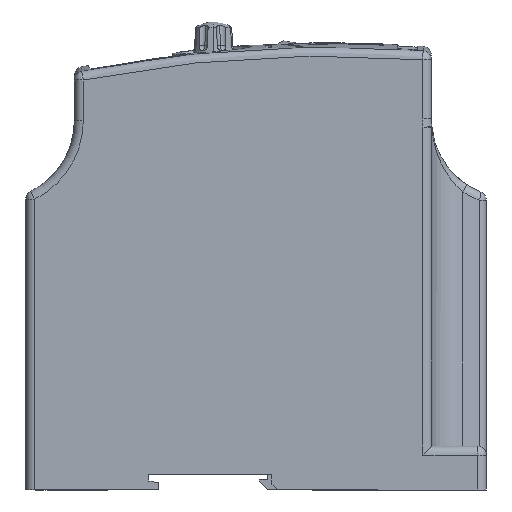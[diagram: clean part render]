
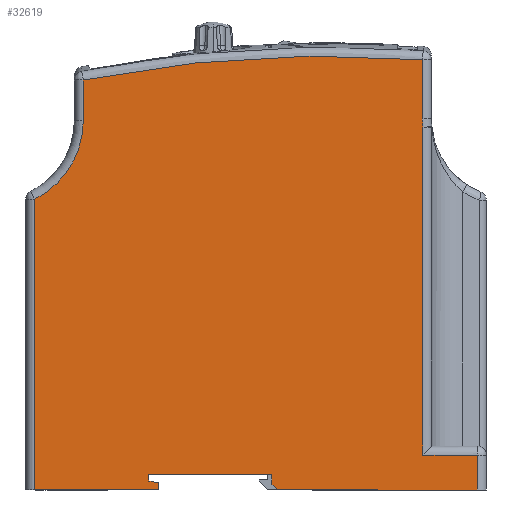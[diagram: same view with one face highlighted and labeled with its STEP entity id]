
A CAD part, left-side view. The second image highlights one B-rep face of the part: STEP entity #32619.
In plain terms, the highlighted planar face has unit normal (-1, 0, 0).
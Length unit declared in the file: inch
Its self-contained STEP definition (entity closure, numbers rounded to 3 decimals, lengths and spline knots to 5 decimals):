
#194 = EDGE_CURVE ( 'NONE', #30507, #13123, #4584, .T. ) ;
#1266 = LINE ( 'NONE', #33872, #37453 ) ;
#1891 = DIRECTION ( 'NONE',  ( 0., 0., -1. ) ) ;
#2873 = VERTEX_POINT ( 'NONE', #20973 ) ;
#3319 = DIRECTION ( 'NONE',  ( 0., 0.983, 0.184 ) ) ;
#3739 = ORIENTED_EDGE ( 'NONE', *, *, #37066, .T. ) ;
#3866 = VECTOR ( 'NONE', #34439, 39.37008 ) ;
#4573 = DIRECTION ( 'NONE',  ( 0., 0., 1. ) ) ;
#4584 = LINE ( 'NONE', #39657, #13906 ) ;
#5035 = LINE ( 'NONE', #45082, #35210 ) ;
#5167 = VERTEX_POINT ( 'NONE', #7243 ) ;
#5262 = VECTOR ( 'NONE', #44804, 39.37008 ) ;
#6151 = VERTEX_POINT ( 'NONE', #41161 ) ;
#6265 = ORIENTED_EDGE ( 'NONE', *, *, #16673, .T. ) ;
#6365 = LINE ( 'NONE', #9720, #5262 ) ;
#6769 = VECTOR ( 'NONE', #1891, 39.37008 ) ;
#7109 = EDGE_CURVE ( 'NONE', #19859, #10805, #1266, .T. ) ;
#7243 = CARTESIAN_POINT ( 'NONE',  ( -1.34, -0.25195, -2.625 ) ) ;
#7365 = VERTEX_POINT ( 'NONE', #30773 ) ;
#8310 = CARTESIAN_POINT ( 'NONE',  ( -1.34, 2.5, 0.65815 ) ) ;
#8686 = ORIENTED_EDGE ( 'NONE', *, *, #23144, .T. ) ;
#8863 = DIRECTION ( 'NONE',  ( 0., 0., -1. ) ) ;
#8961 = ORIENTED_EDGE ( 'NONE', *, *, #7109, .T. ) ;
#9001 = EDGE_CURVE ( 'NONE', #36155, #17849, #14130, .T. ) ;
#9052 = ORIENTED_EDGE ( 'NONE', *, *, #194, .T. ) ;
#9516 = EDGE_CURVE ( 'NONE', #37162, #36155, #5035, .T. ) ;
#9720 = CARTESIAN_POINT ( 'NONE',  ( -1.34, 1.21, -2.625 ) ) ;
#9750 = CARTESIAN_POINT ( 'NONE',  ( -1.34, -1.88, 2.23409 ) ) ;
#9896 = VECTOR ( 'NONE', #8863, 39.37008 ) ;
#10025 = CARTESIAN_POINT ( 'NONE',  ( -1.34, -0.59864, 2.28869 ) ) ;
#10175 = CARTESIAN_POINT ( 'NONE',  ( -1.34, 1.32002, 2.13005 ) ) ;
#10533 = DIRECTION ( 'NONE',  ( 0., 1., 0. ) ) ;
#10578 = CARTESIAN_POINT ( 'NONE',  ( -1.34, -2.6, -2.625 ) ) ;
#10805 = VERTEX_POINT ( 'NONE', #25607 ) ;
#11569 = VERTEX_POINT ( 'NONE', #15049 ) ;
#11830 = CARTESIAN_POINT ( 'NONE',  ( -1.34, -2.5, -2.625 ) ) ;
#12217 = DIRECTION ( 'NONE',  ( 0., -1., 0. ) ) ;
#12354 = ORIENTED_EDGE ( 'NONE', *, *, #31682, .F. ) ;
#12449 = EDGE_CURVE ( 'NONE', #7365, #18520, #13167, .T. ) ;
#13097 = LINE ( 'NONE', #42263, #31768 ) ;
#13123 = VERTEX_POINT ( 'NONE', #15750 ) ;
#13167 = LINE ( 'NONE', #27396, #3866 ) ;
#13906 = VECTOR ( 'NONE', #43211, 39.37008 ) ;
#14110 = DIRECTION ( 'NONE',  ( 0., 0., -1. ) ) ;
#14130 = B_SPLINE_CURVE_WITH_KNOTS ( 'NONE', 3,
 ( #27680, #24104, #10025, #31170, #10175, #34703 ),
 .UNSPECIFIED., .F., .F.,
 ( 4, 2, 4 ),
 ( 0.00254, 0.05138, 0.10022 ),
 .UNSPECIFIED. ) ;
#14231 = EDGE_CURVE ( 'NONE', #10805, #41504, #36448, .T. ) ;
#14270 = ORIENTED_EDGE ( 'NONE', *, *, #38423, .T. ) ;
#14851 = VECTOR ( 'NONE', #12217, 39.37008 ) ;
#14973 = EDGE_CURVE ( 'NONE', #18520, #5167, #17187, .T. ) ;
#15049 = CARTESIAN_POINT ( 'NONE',  ( -1.34, -1.88456, 1.47013 ) ) ;
#15154 = CARTESIAN_POINT ( 'NONE',  ( -1.34, -1.88456, -2.23 ) ) ;
#15481 = DIRECTION ( 'NONE',  ( 1., 0., 0. ) ) ;
#15750 = CARTESIAN_POINT ( 'NONE',  ( -1.34, 1.09724, -2.5449 ) ) ;
#16073 = VECTOR ( 'NONE', #36450, 39.37008 ) ;
#16092 = VERTEX_POINT ( 'NONE', #8310 ) ;
#16551 = VECTOR ( 'NONE', #3319, 39.37008 ) ;
#16673 = EDGE_CURVE ( 'NONE', #41504, #11569, #27878, .T. ) ;
#17187 = LINE ( 'NONE', #32889, #16073 ) ;
#17394 = EDGE_CURVE ( 'NONE', #2873, #37302, #6365, .T. ) ;
#17449 = ORIENTED_EDGE ( 'NONE', *, *, #9516, .T. ) ;
#17480 = PLANE ( 'NONE',  #41783 ) ;
#17503 = CARTESIAN_POINT ( 'NONE',  ( -1.34, 2.5, -2.625 ) ) ;
#17849 = VERTEX_POINT ( 'NONE', #40455 ) ;
#18506 = ORIENTED_EDGE ( 'NONE', *, *, #14973, .T. ) ;
#18520 = VERTEX_POINT ( 'NONE', #35361 ) ;
#18542 = VECTOR ( 'NONE', #4573, 39.37008 ) ;
#18565 = DIRECTION ( 'NONE',  ( 1., 0., 0. ) ) ;
#19859 = VERTEX_POINT ( 'NONE', #11830 ) ;
#20360 = CARTESIAN_POINT ( 'NONE',  ( -1.34, -1.98102, -2.23 ) ) ;
#20973 = CARTESIAN_POINT ( 'NONE',  ( -1.34, 1.21, -2.52377 ) ) ;
#23031 = LINE ( 'NONE', #33208, #14851 ) ;
#23144 = EDGE_CURVE ( 'NONE', #11569, #37162, #40251, .T. ) ;
#23371 = CARTESIAN_POINT ( 'NONE',  ( -1.34, -1.88, 1.565 ) ) ;
#23909 = DIRECTION ( 'NONE',  ( 0., 1., 0. ) ) ;
#24053 = DIRECTION ( 'NONE',  ( 0., 0., 1. ) ) ;
#24104 = CARTESIAN_POINT ( 'NONE',  ( -1.34, -1.23958, 2.28327 ) ) ;
#24306 = CARTESIAN_POINT ( 'NONE',  ( -1.34, -2.48911, -3.21685 ) ) ;
#24354 = VECTOR ( 'NONE', #32563, 39.37008 ) ;
#24757 = ORIENTED_EDGE ( 'NONE', *, *, #34135, .T. ) ;
#24853 = ORIENTED_EDGE ( 'NONE', *, *, #29070, .F. ) ;
#25144 = ORIENTED_EDGE ( 'NONE', *, *, #30304, .T. ) ;
#25607 = CARTESIAN_POINT ( 'NONE',  ( -1.34, -2.5, -2.23 ) ) ;
#25840 = EDGE_LOOP ( 'NONE', ( #34766, #18506, #24853, #8961, #29992, #6265, #8686, #17449, #26763, #38015, #3739, #25144, #12354, #9052, #24757, #30391, #14270 ) ) ;
#26763 = ORIENTED_EDGE ( 'NONE', *, *, #9001, .T. ) ;
#27118 = VECTOR ( 'NONE', #23909, 39.37008 ) ;
#27396 = CARTESIAN_POINT ( 'NONE',  ( -1.34, -0.18, -2.625 ) ) ;
#27680 = CARTESIAN_POINT ( 'NONE',  ( -1.34, -1.88, 2.23409 ) ) ;
#27878 = LINE ( 'NONE', #42888, #18542 ) ;
#28554 = LINE ( 'NONE', #29826, #9896 ) ;
#29070 = EDGE_CURVE ( 'NONE', #19859, #5167, #43017, .T. ) ;
#29501 = VERTEX_POINT ( 'NONE', #17503 ) ;
#29826 = CARTESIAN_POINT ( 'NONE',  ( -1.34, 2.5, -2.625 ) ) ;
#29992 = ORIENTED_EDGE ( 'NONE', *, *, #14231, .T. ) ;
#30304 = EDGE_CURVE ( 'NONE', #16092, #29501, #28554, .T. ) ;
#30391 = ORIENTED_EDGE ( 'NONE', *, *, #17394, .T. ) ;
#30507 = VERTEX_POINT ( 'NONE', #41268 ) ;
#30773 = CARTESIAN_POINT ( 'NONE',  ( -1.34, -0.18, -2.45 ) ) ;
#31170 = CARTESIAN_POINT ( 'NONE',  ( -1.34, 0.6843, 2.21189 ) ) ;
#31682 = EDGE_CURVE ( 'NONE', #30507, #29501, #13097, .T. ) ;
#31768 = VECTOR ( 'NONE', #10533, 39.37008 ) ;
#32274 = CARTESIAN_POINT ( 'NONE',  ( -1.34, 2.6, -2.625 ) ) ;
#32563 = DIRECTION ( 'NONE',  ( 0., 1., 0. ) ) ;
#32596 = AXIS2_PLACEMENT_3D ( 'NONE', #36499, #15481, #39971 ) ;
#32619 = ADVANCED_FACE ( 'NONE', ( #43684 ), #17480, .F. ) ;
#32889 = CARTESIAN_POINT ( 'NONE',  ( -1.34, -1.58278, -3.78851 ) ) ;
#33173 = CARTESIAN_POINT ( 'NONE',  ( -1.34, 1.95, -2.625 ) ) ;
#33208 = CARTESIAN_POINT ( 'NONE',  ( -1.34, -2.6, -2.45 ) ) ;
#33872 = CARTESIAN_POINT ( 'NONE',  ( -1.34, -2.5, -2.625 ) ) ;
#34087 = LINE ( 'NONE', #24306, #16551 ) ;
#34135 = EDGE_CURVE ( 'NONE', #13123, #2873, #34087, .T. ) ;
#34439 = DIRECTION ( 'NONE',  ( 0., 0., -1. ) ) ;
#34703 = CARTESIAN_POINT ( 'NONE',  ( -1.34, 1.95, 2.00482 ) ) ;
#34734 = LINE ( 'NONE', #33173, #6769 ) ;
#34766 = ORIENTED_EDGE ( 'NONE', *, *, #12449, .T. ) ;
#35103 = DIRECTION ( 'NONE',  ( 1., 0., 0. ) ) ;
#35210 = VECTOR ( 'NONE', #24053, 39.37008 ) ;
#35361 = CARTESIAN_POINT ( 'NONE',  ( -1.34, -0.18, -2.5621 ) ) ;
#36155 = VERTEX_POINT ( 'NONE', #9750 ) ;
#36448 = LINE ( 'NONE', #20360, #27118 ) ;
#36450 = DIRECTION ( 'NONE',  ( 0., -0.753, -0.658 ) ) ;
#36499 = CARTESIAN_POINT ( 'NONE',  ( -1.34, 2.94, 1.545 ) ) ;
#36625 = AXIS2_PLACEMENT_3D ( 'NONE', #39545, #18565, #43097 ) ;
#37066 = EDGE_CURVE ( 'NONE', #6151, #16092, #37528, .T. ) ;
#37162 = VERTEX_POINT ( 'NONE', #23371 ) ;
#37302 = VERTEX_POINT ( 'NONE', #45016 ) ;
#37453 = VECTOR ( 'NONE', #44433, 39.37008 ) ;
#37528 = CIRCLE ( 'NONE', #32596, 0.99 ) ;
#37589 = EDGE_CURVE ( 'NONE', #17849, #6151, #34734, .T. ) ;
#38015 = ORIENTED_EDGE ( 'NONE', *, *, #37589, .T. ) ;
#38423 = EDGE_CURVE ( 'NONE', #37302, #7365, #23031, .T. ) ;
#39545 = CARTESIAN_POINT ( 'NONE',  ( -1.34, -2.87, 1.565 ) ) ;
#39657 = CARTESIAN_POINT ( 'NONE',  ( -1.34, 1.09724, -2.625 ) ) ;
#39971 = DIRECTION ( 'NONE',  ( 0., 0., -1. ) ) ;
#40251 = CIRCLE ( 'NONE', #36625, 0.99 ) ;
#40455 = CARTESIAN_POINT ( 'NONE',  ( -1.34, 1.95, 2.00482 ) ) ;
#41161 = CARTESIAN_POINT ( 'NONE',  ( -1.34, 1.95, 1.545 ) ) ;
#41268 = CARTESIAN_POINT ( 'NONE',  ( -1.34, 1.09724, -2.625 ) ) ;
#41504 = VERTEX_POINT ( 'NONE', #15154 ) ;
#41783 = AXIS2_PLACEMENT_3D ( 'NONE', #10578, #35103, #14110 ) ;
#42263 = CARTESIAN_POINT ( 'NONE',  ( -1.34, 2.6, -2.625 ) ) ;
#42888 = CARTESIAN_POINT ( 'NONE',  ( -1.34, -1.88456, 1.12931 ) ) ;
#43017 = LINE ( 'NONE', #32274, #24354 ) ;
#43097 = DIRECTION ( 'NONE',  ( 0., 0., -1. ) ) ;
#43211 = DIRECTION ( 'NONE',  ( 0., 0., 1. ) ) ;
#43684 = FACE_OUTER_BOUND ( 'NONE', #25840, .T. ) ;
#44433 = DIRECTION ( 'NONE',  ( 0., 0., 1. ) ) ;
#44804 = DIRECTION ( 'NONE',  ( 0., 0., 1. ) ) ;
#45016 = CARTESIAN_POINT ( 'NONE',  ( -1.34, 1.21, -2.45 ) ) ;
#45082 = CARTESIAN_POINT ( 'NONE',  ( -1.34, -1.88, -2.625 ) ) ;
